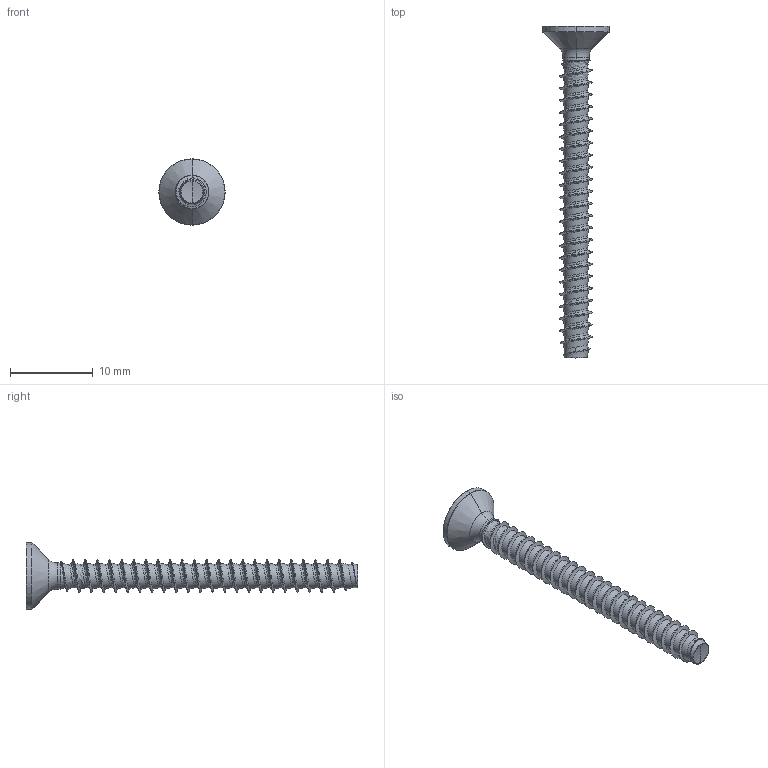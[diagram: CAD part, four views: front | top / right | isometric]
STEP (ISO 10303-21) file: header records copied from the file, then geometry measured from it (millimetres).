
FILE_DESCRIPTION (( 'STEP AP203' ), '1' );
FILE_NAME ('STP330400400.STEP', '2017-08-15T16:34:04', ( '' ), ( '' ), 'SwSTEP 2.0', 'SolidWorks 2015', '' );
FILE_SCHEMA (( 'CONFIG_CONTROL_DESIGN' ));
Length unit declared in the file: millimetre
Products named in the file (1): STP330400400
Bounding box: 8 x 40 x 8 mm (x, y, z)
Volume: 360.1 mm3; surface area: 700.1 mm2
Topology: 1 solids, 1 shells, 209 faces, 496 edges, 289 vertices
Faces by surface type: cylinder 94, bspline 51, sphere 26, plane 22, cone 10, torus 6
Entity records: 37796 total; most frequent: CARTESIAN_POINT 33526, ORIENTED_EDGE 988, DIRECTION 744, EDGE_CURVE 494, AXIS2_PLACEMENT_3D 298, VERTEX_POINT 289, EDGE_LOOP 211, ADVANCED_FACE 209
